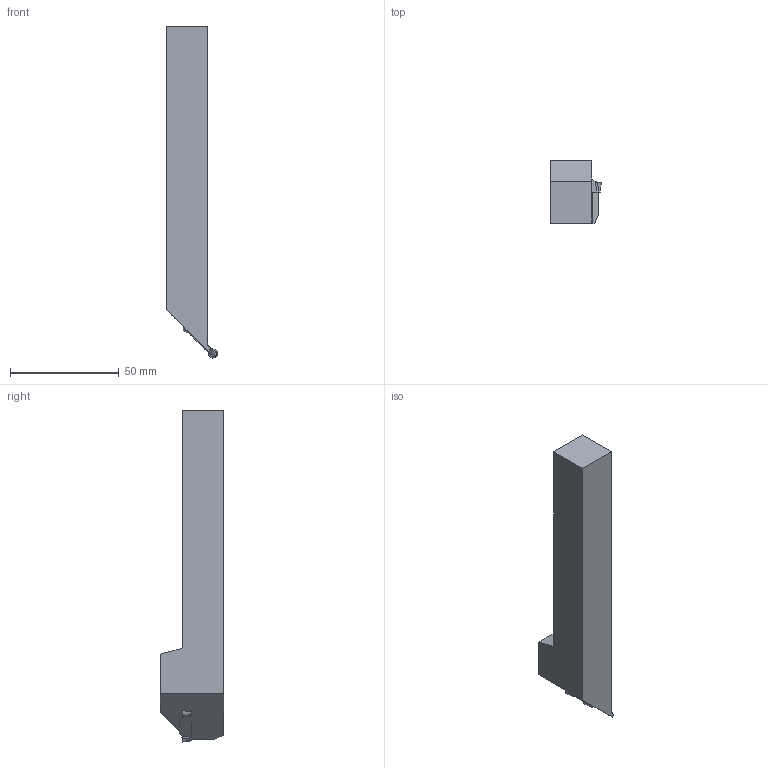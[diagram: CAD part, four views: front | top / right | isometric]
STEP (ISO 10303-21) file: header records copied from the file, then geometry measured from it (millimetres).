
FILE_DESCRIPTION(/* description */ (''),/* implementation_level */ '2;1');
FILE_NAME(/* name */ '1553050406280.stp',/* time_stamp */ '2019-03-20T08:23:34+06:00',/* author */ (''),/* organization */ ('SMS'),/* preprocessor_version */ 'ST-DEVELOPER v15',/* originating_system */ 'SIEMENS PLM Software NX 8.5',/* authorisation */ '');
FILE_SCHEMA (('AUTOMOTIVE_DESIGN { 1 0 10303 214 3 1 1 1 }'));
Length unit declared in the file: millimetre
Products named in the file (4): ASSEMBLY_CONSTRUCTION; 201539466mod000_00; 201644636mod000_00; 201644666mod000_00
Assembly tree (3 placements, depth 2):
  201644666mod000_00
    201644636mod000_00
    201539466mod000_00
    ASSEMBLY_CONSTRUCTION
Bounding box: 23.36 x 28.93 x 152.33 mm (x, y, z)
Volume: 55202 mm3; surface area: 12725.6 mm2
Topology: 2 solids, 2 shells, 53 faces, 158 edges, 117 vertices
Faces by surface type: plane 33, bspline 10, cylinder 7, cone 3
Entity records: 2583 total; most frequent: CARTESIAN_POINT 1118, ORIENTED_EDGE 314, DIRECTION 216, EDGE_CURVE 157, VERTEX_POINT 110, LINE 80, VECTOR 80, AXIS2_PLACEMENT_3D 68
